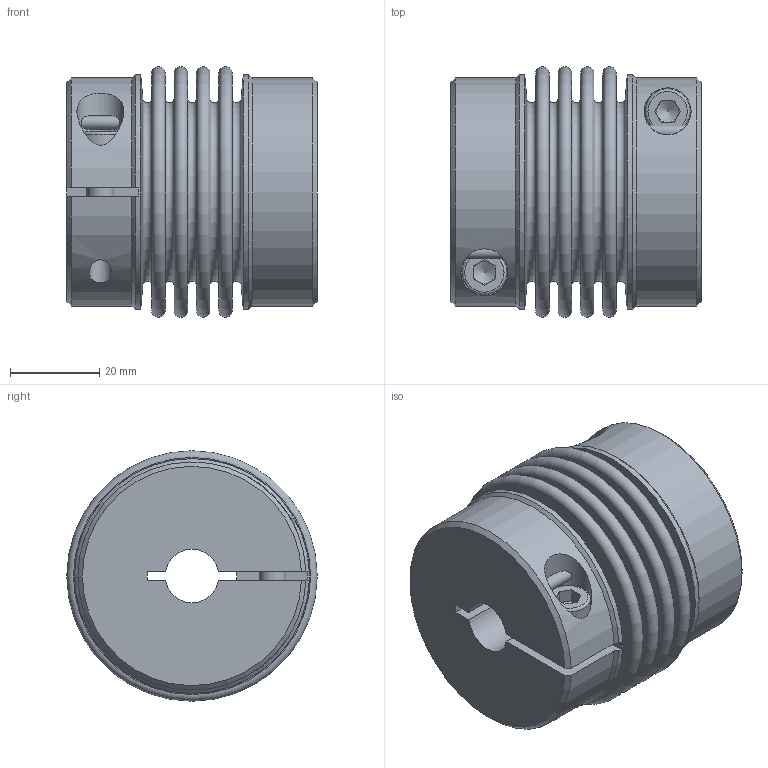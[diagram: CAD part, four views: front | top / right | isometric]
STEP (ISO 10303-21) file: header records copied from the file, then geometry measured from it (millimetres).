
FILE_DESCRIPTION( ( 'Unknown' ), '1' );
FILE_NAME( 'KG 40.stp', 'Unknown', ( 'Unknown' ), ( 'Unknown' ), 'PSStep 10.1', 'Unknown', ' ' );
FILE_SCHEMA( ( 'AUTOMOTIVE_DESIGN { 1 0 10303 214 1 1 1 1 }' ) );
Length unit declared in the file: millimetre
Products named in the file (1): KT102032
Bounding box: 55.95 x 56 x 56 mm (x, y, z)
Volume: 66001.3 mm3; surface area: 43821.2 mm2
Topology: 1 solids, 1 shells, 116 faces, 263 edges, 171 vertices
Faces by surface type: plane 64, cylinder 22, torus 20, cone 10
Full cylindrical faces by diameter (mm): 5 x2, 6 x2, 6.5 x2, 10 x2, 10.5 x2, 51.5 x2, 52.5 x2
Entity records: 4200 total; most frequent: CARTESIAN_POINT 875, DIRECTION 518, ORIENTED_EDGE 396, AXIS2_PLACEMENT_3D 209, EDGE_CURVE 198, EDGE_LOOP 186, FACE_OUTER_BOUND 150, VERTEX_POINT 150
